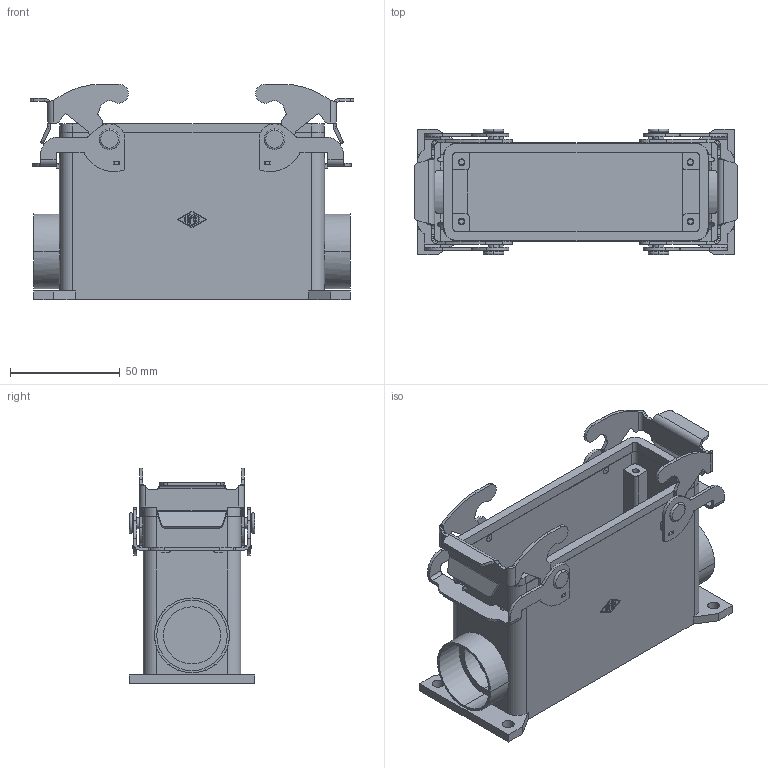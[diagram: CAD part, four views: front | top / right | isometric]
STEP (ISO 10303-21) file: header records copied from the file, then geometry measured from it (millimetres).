
FILE_DESCRIPTION(('Creo Elements/Direct Modeling STEP Export'),'2;1');
FILE_NAME('0ln7uvk4a35bt1u4784','2017-04-06T10:47:40',(''),(''),'PTC Creo Elements/Direct Modeling STEP processor for AP214 (Solid Model)','PTC Creo Elements/Direct Modeling 19.0E 27-Jun-2016 (C) Parametric Technology GmbH','');
FILE_SCHEMA(('AUTOMOTIVE_DESIGN { 1 0 10303 214 1 1 1 1 }'));
Length unit declared in the file: millimetre
Products named in the file (1): M7AP_24.32
Bounding box: 146.97 x 57 x 98 mm (x, y, z)
Volume: 148398.3 mm3; surface area: 84088.4 mm2
Topology: 1 solids, 1 shells, 609 faces, 1666 edges, 1099 vertices
Faces by surface type: plane 295, cylinder 270, bspline 28, torus 8, cone 8
Entity records: 30437 total; most frequent: CARTESIAN_POINT 10095, ORIENTED_EDGE 3316, DIRECTION 3143, EDGE_CURVE 1658, VERTEX_POINT 1099, AXIS2_PLACEMENT_3D 1054, VECTOR 1035, LINE 1035
